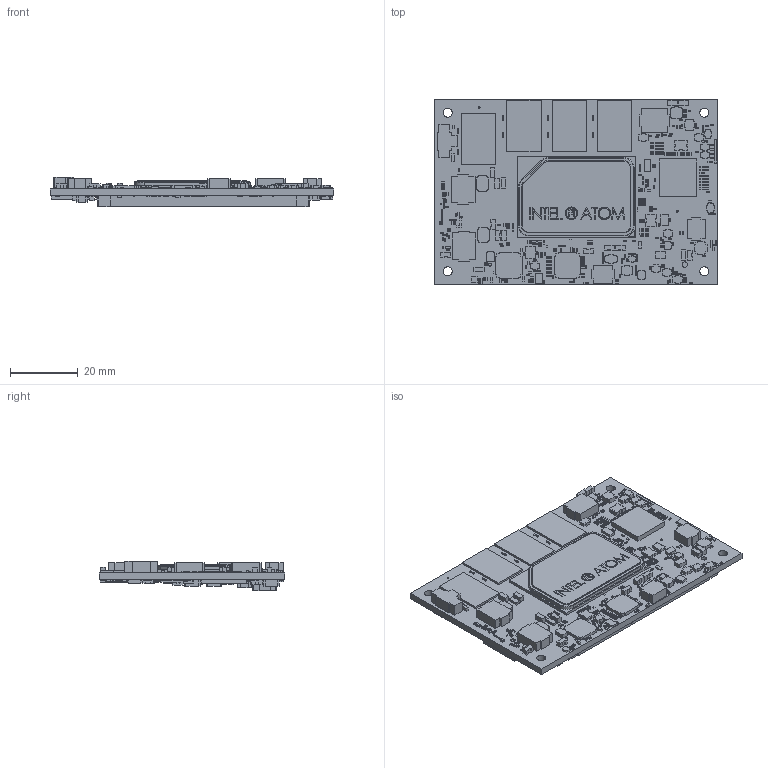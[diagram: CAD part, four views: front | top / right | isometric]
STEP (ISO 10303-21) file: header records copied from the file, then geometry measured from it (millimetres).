
FILE_DESCRIPTION (( 'STEP AP214' ), '1' );
FILE_NAME ('MEL1l110_R10_lidded.STEP', '2020-04-14T09:02:31', ( '' ), ( '' ), 'SwSTEP 2.0', 'SolidWorks 2015', '' );
FILE_SCHEMA (( 'AUTOMOTIVE_DESIGN' ));
Length unit declared in the file: millimetre
Products named in the file (124): CAPC2013X110HDA_10432835; RESC0603X33L_10667964; RESC0603X33L_10646671; SOT65P210X1106HDA_10385853; SOT50P160X606N_NCP170AXV_10669606; RESC0603X33L_10647860; SOT95P240X1203L_10386256; RESC0603X33L_10647840; RESC0603X33L_10647661; RESC0603X33L_10667955; RESC0603X33L_10655576; SODFL3718X100N_10322809; RESC0603X33L_10647649; RESC0603X33L_10646768; QFN40P160X160X6012N_SLG46121_10651261; RESC0603X33L_10528013; OSCCC250X320X1054L_10667351; RESC0603X33L_10646761; RESC0603X33L_10667952; PSON50P300X200X609NR170_30R13_10668552; RESC0603X33L_10646674; QFN40P160X160X6012N_SLG46121_10669724; RESC0603X33L_10622057; OSCCC250X320X1054L_10542221; RESC0603X33L_10648091; QFN50P400X400X8021HD_AS200R13_10462569; RESC0603X33L_10645828; INDC1608X100HDA_10359076; QFN40P700X700X9057NS520R13_10668593; RESC0603X33L_10647545; BGA200C80X65P12X22_1000X1500X100_10645166; RESC0603X33L_10647656; QFN40P700X700X10057NR485_405r13_PTN3460_10565585; RESC0603X33L_10553321; INDC1005X38HDA_10386063; RESC0603X33L_10646907; MTP_50_00000000_MTP_507186100; RESC0603X33L_10647759; RESC0603X33L_10645843; mel1l110_idf_delete_all ...
Assembly tree (957 placements, depth 2):
  MEL1l110_R10_lidded
    mel1l110_idf_delete_all
    RESC0603X33L_10553321  x209
    RESC0603X33L_10645828  x49
    PSON50P300X200X609NR170_30R13_10668552
    RESC0603X33L_10647649  x2
    SOT50P160X606N_NCP170AXV_10669606
    RESC0603X33L_10646422
    RESC0603X33L_10617262  x27
    CAPC1005X70HDA_10608652  x56
    RESC0603X33L_10647836  x8
    RESC0603X33L_10645887  x20
    RESC0603X33L_10645652  x70
    RESC0603X33L_10647551  x2
    RESC0603X33L_10667974  x4
    CAPC2013X110HDA_10465993  x11
    RESC0603X33L_10645799  x148
    RESC0603X33L_10646031  x21
    CAPMP3528X210N_10549858  x4
    RESC0603X33L_10617264  x12
    RESC0603X33L_10646796
    MTP_50_00000000_MTP_507186100  x46
    RESC0603X33L_10647545  x5
    RESC0603X33L_10622057  x6
    RESC0603X33L_10528013  x18
    RESC0603X33L_10647661  x2
    CAPC2013X110HDA_10432835  x12
    RESC0603X33L_10611477  x3
    RESC0603X33L_10646891  x22
    RESC0603X33L_10646423  x3
    RESC0603X33L_10647149  x5
    RESC0603X33L_10646420  x4
    RESC0603X33L_10647663  x4
    RESC0603X33L_10645829  x7
    RESC0603X33L_10624705  x2
    RESC0603X33L_10646878  x8
    BGA169C80P13X13_1100X1100X155_10608520
    RESC0603X33L_10646672
    RESC0603X33L_10595868  x2
    RESC0603X33L_10652477  x2
    RESC0603X33L_10647759  x3
    RESC0603X33L_10647656
    RESC0603X33L_10648091
    RESC0603X33L_10646761  x7
    RESC0603X33L_10655576  x6
    RESC0603X33L_10646671
    RESC0603X33L_10658443
    SON127P800X600X809NR440_350R13_10653986  x2
    RESC0603X33L_10647951
    RESC0603X33L_10652478
    CAPC2013X110HDA_10436937  x3
    RESC0603X33L_10645786  x5
    RESC0603X33L_10647854  x3
    RESC0603X33L_10647208
    RESC0603X33L_10667959  x2
    RESC0603X33L_10646424
    MTP_71_ARRAY6x1_00000000_MTP_71_ARRAY6x1
    RESC0603X33L_10668594
    MTGW50H25Z50T0_00000000_MTGW50H25Z50T0  x4
    INDC1005X38HDA_10386063  x7
Bounding box: 84 x 55 x 8.65 mm (x, y, z)
Volume: 15182.2 mm3; surface area: 20612.6 mm2
Topology: 957 solids, 957 shells, 7330 faces, 16171 edges, 10774 vertices
Faces by surface type: plane 7246, cylinder 48, bspline 26, torus 10
Entity records: 71384 total; most frequent: CARTESIAN_POINT 10283, DIRECTION 8391, ORIENTED_EDGE 7130, EDGE_CURVE 3565, LINE 3419, VECTOR 3419, AXIS2_PLACEMENT_3D 2486, VERTEX_POINT 2370
